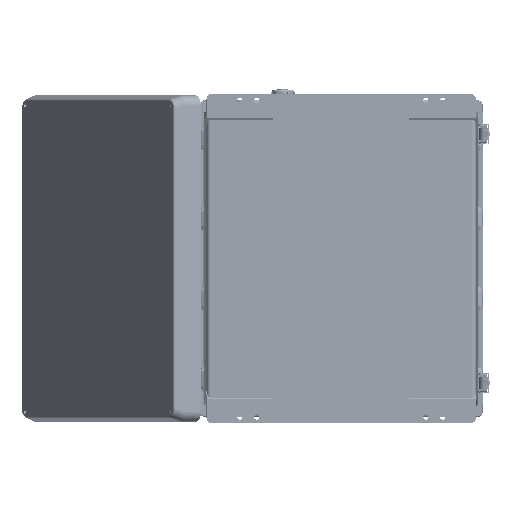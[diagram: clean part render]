
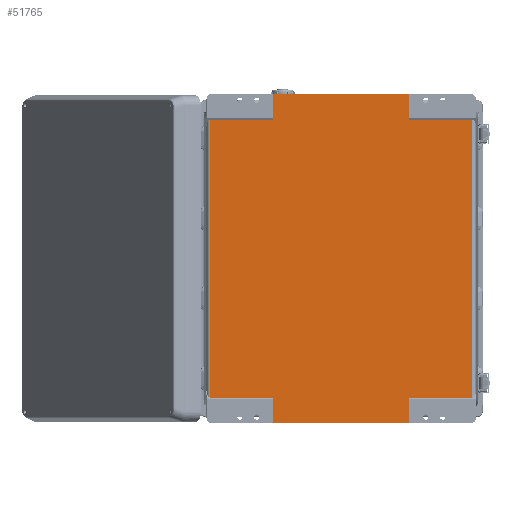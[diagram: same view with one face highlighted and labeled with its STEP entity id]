
A CAD part, front view. The second image highlights one B-rep face of the part: STEP entity #51765.
In plain terms, the highlighted planar face has unit normal (0, -1, 0).
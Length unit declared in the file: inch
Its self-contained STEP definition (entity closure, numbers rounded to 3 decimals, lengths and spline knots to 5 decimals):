
#2045 = VECTOR ( 'NONE', #43628, 39.37008 ) ;
#2235 = LINE ( 'NONE', #75729, #90159 ) ;
#2742 = DIRECTION ( 'NONE',  ( 0., 0., 1. ) ) ;
#4625 = CARTESIAN_POINT ( 'NONE',  ( 7.73754, 0.05906, -1.51961 ) ) ;
#6362 = LINE ( 'NONE', #59838, #121061 ) ;
#6784 = CARTESIAN_POINT ( 'NONE',  ( -7.73754, 0.05906, -1.51961 ) ) ;
#7346 = LINE ( 'NONE', #32602, #2045 ) ;
#7748 = EDGE_CURVE ( 'NONE', #130186, #95388, #107469, .T. ) ;
#9397 = EDGE_CURVE ( 'NONE', #139315, #49944, #6362, .T. ) ;
#11017 = VECTOR ( 'NONE', #74111, 39.37008 ) ;
#11038 = VECTOR ( 'NONE', #72816, 39.37008 ) ;
#16736 = EDGE_CURVE ( 'NONE', #137593, #17822, #7346, .T. ) ;
#17797 = DIRECTION ( 'NONE',  ( 0., 0., 1. ) ) ;
#17822 = VERTEX_POINT ( 'NONE', #134098 ) ;
#18997 = VECTOR ( 'NONE', #97129, 39.37008 ) ;
#21078 = EDGE_CURVE ( 'NONE', #17822, #95388, #80948, .T. ) ;
#22850 = EDGE_CURVE ( 'NONE', #35776, #107571, #79455, .T. ) ;
#29428 = ORIENTED_EDGE ( 'NONE', *, *, #9397, .T. ) ;
#31295 = DIRECTION ( 'NONE',  ( 0., 0., -1. ) ) ;
#32602 = CARTESIAN_POINT ( 'NONE',  ( 4.03163, 0.05906, 0.85787 ) ) ;
#35776 = VERTEX_POINT ( 'NONE', #78905 ) ;
#37092 = EDGE_CURVE ( 'NONE', #52930, #121805, #45543, .T. ) ;
#38571 = CARTESIAN_POINT ( 'NONE',  ( 8.11811, 0.05906, -1.51961 ) ) ;
#38720 = CARTESIAN_POINT ( 'NONE',  ( -8.11811, 0.05906, -17.96858 ) ) ;
#39158 = CARTESIAN_POINT ( 'NONE',  ( 4.03163, 0.05906, -19.48819 ) ) ;
#41629 = LINE ( 'NONE', #38720, #102706 ) ;
#43628 = DIRECTION ( 'NONE',  ( 0., 0., 1. ) ) ;
#44274 = EDGE_LOOP ( 'NONE', ( #74341, #112406, #47995, #96397, #50301, #92736, #29428, #45765, #57054, #91477, #134041, #88226 ) ) ;
#44695 = CARTESIAN_POINT ( 'NONE',  ( -4.03163, 0.05906, 0. ) ) ;
#45543 = LINE ( 'NONE', #6784, #84920 ) ;
#45765 = ORIENTED_EDGE ( 'NONE', *, *, #59295, .T. ) ;
#46341 = VECTOR ( 'NONE', #31295, 39.37008 ) ;
#47995 = ORIENTED_EDGE ( 'NONE', *, *, #22850, .T. ) ;
#49944 = VERTEX_POINT ( 'NONE', #4625 ) ;
#50301 = ORIENTED_EDGE ( 'NONE', *, *, #50313, .F. ) ;
#50313 = EDGE_CURVE ( 'NONE', #114486, #75209, #91349, .T. ) ;
#51765 = ADVANCED_FACE ( 'NONE', ( #67674 ), #62980, .F. ) ;
#52930 = VERTEX_POINT ( 'NONE', #106010 ) ;
#55376 = CARTESIAN_POINT ( 'NONE',  ( 4.03163, 0.05906, -20.34606 ) ) ;
#57054 = ORIENTED_EDGE ( 'NONE', *, *, #16736, .T. ) ;
#59295 = EDGE_CURVE ( 'NONE', #49944, #137593, #124066, .T. ) ;
#59838 = CARTESIAN_POINT ( 'NONE',  ( 7.73754, 0.05906, -1.51961 ) ) ;
#61605 = DIRECTION ( 'NONE',  ( 0., 0., 1. ) ) ;
#62980 = PLANE ( 'NONE',  #130747 ) ;
#66446 = EDGE_CURVE ( 'NONE', #139315, #114486, #2235, .T. ) ;
#67674 = FACE_OUTER_BOUND ( 'NONE', #44274, .T. ) ;
#70602 = EDGE_CURVE ( 'NONE', #121805, #130186, #119574, .T. ) ;
#72295 = DIRECTION ( 'NONE',  ( -1., 0., 0. ) ) ;
#72816 = DIRECTION ( 'NONE',  ( -1., 0., 0. ) ) ;
#74111 = DIRECTION ( 'NONE',  ( -1., 0., 0. ) ) ;
#74341 = ORIENTED_EDGE ( 'NONE', *, *, #37092, .F. ) ;
#75034 = CARTESIAN_POINT ( 'NONE',  ( 8.11811, 0.05906, -1.51961 ) ) ;
#75209 = VERTEX_POINT ( 'NONE', #39158 ) ;
#75729 = CARTESIAN_POINT ( 'NONE',  ( 8.11811, 0.05906, -17.96858 ) ) ;
#75962 = DIRECTION ( 'NONE',  ( 0., 0., 1. ) ) ;
#77222 = DIRECTION ( 'NONE',  ( -1., 0., 0. ) ) ;
#77504 = LINE ( 'NONE', #84311, #142007 ) ;
#78905 = CARTESIAN_POINT ( 'NONE',  ( -4.03163, 0.05906, -17.96858 ) ) ;
#79455 = LINE ( 'NONE', #144591, #83077 ) ;
#80332 = CARTESIAN_POINT ( 'NONE',  ( -4.03163, 0.05906, -19.48819 ) ) ;
#80948 = LINE ( 'NONE', #130218, #11017 ) ;
#83077 = VECTOR ( 'NONE', #87607, 39.37008 ) ;
#84311 = CARTESIAN_POINT ( 'NONE',  ( 8.11811, 0.05906, -19.48819 ) ) ;
#84920 = VECTOR ( 'NONE', #75962, 39.37008 ) ;
#86695 = CARTESIAN_POINT ( 'NONE',  ( -8.11811, 0.05906, -1.51961 ) ) ;
#87607 = DIRECTION ( 'NONE',  ( 0., 0., -1. ) ) ;
#88226 = ORIENTED_EDGE ( 'NONE', *, *, #70602, .F. ) ;
#89557 = VECTOR ( 'NONE', #61605, 39.37008 ) ;
#90159 = VECTOR ( 'NONE', #77222, 39.37008 ) ;
#91349 = LINE ( 'NONE', #55376, #46341 ) ;
#91477 = ORIENTED_EDGE ( 'NONE', *, *, #21078, .T. ) ;
#92736 = ORIENTED_EDGE ( 'NONE', *, *, #66446, .F. ) ;
#95082 = CARTESIAN_POINT ( 'NONE',  ( -4.03163, 0.05906, -1.51961 ) ) ;
#95388 = VERTEX_POINT ( 'NONE', #44695 ) ;
#95736 = CARTESIAN_POINT ( 'NONE',  ( -4.03163, 0.05906, 0.85787 ) ) ;
#96397 = ORIENTED_EDGE ( 'NONE', *, *, #115731, .F. ) ;
#97129 = DIRECTION ( 'NONE',  ( 1., 0., 0. ) ) ;
#99588 = EDGE_CURVE ( 'NONE', #52930, #35776, #41629, .T. ) ;
#102706 = VECTOR ( 'NONE', #136305, 39.37008 ) ;
#106010 = CARTESIAN_POINT ( 'NONE',  ( -7.73754, 0.05906, -17.96858 ) ) ;
#107469 = LINE ( 'NONE', #95736, #89557 ) ;
#107571 = VERTEX_POINT ( 'NONE', #80332 ) ;
#112406 = ORIENTED_EDGE ( 'NONE', *, *, #99588, .T. ) ;
#114486 = VERTEX_POINT ( 'NONE', #137476 ) ;
#115731 = EDGE_CURVE ( 'NONE', #75209, #107571, #77504, .T. ) ;
#119574 = LINE ( 'NONE', #86695, #18997 ) ;
#121061 = VECTOR ( 'NONE', #2742, 39.37008 ) ;
#121805 = VERTEX_POINT ( 'NONE', #127036 ) ;
#124066 = LINE ( 'NONE', #38571, #11038 ) ;
#127036 = CARTESIAN_POINT ( 'NONE',  ( -7.73754, 0.05906, -1.51961 ) ) ;
#130186 = VERTEX_POINT ( 'NONE', #95082 ) ;
#130218 = CARTESIAN_POINT ( 'NONE',  ( 8.11811, 0.05906, 0. ) ) ;
#130747 = AXIS2_PLACEMENT_3D ( 'NONE', #75034, #132152, #17797 ) ;
#132152 = DIRECTION ( 'NONE',  ( 0., 1., 0. ) ) ;
#134041 = ORIENTED_EDGE ( 'NONE', *, *, #7748, .F. ) ;
#134098 = CARTESIAN_POINT ( 'NONE',  ( 4.03163, 0.05906, 0. ) ) ;
#136305 = DIRECTION ( 'NONE',  ( 1., 0., 0. ) ) ;
#137313 = CARTESIAN_POINT ( 'NONE',  ( 7.73754, 0.05906, -17.96858 ) ) ;
#137476 = CARTESIAN_POINT ( 'NONE',  ( 4.03163, 0.05906, -17.96858 ) ) ;
#137593 = VERTEX_POINT ( 'NONE', #142765 ) ;
#139315 = VERTEX_POINT ( 'NONE', #137313 ) ;
#142007 = VECTOR ( 'NONE', #72295, 39.37008 ) ;
#142765 = CARTESIAN_POINT ( 'NONE',  ( 4.03163, 0.05906, -1.51961 ) ) ;
#144591 = CARTESIAN_POINT ( 'NONE',  ( -4.03163, 0.05906, -20.34606 ) ) ;
